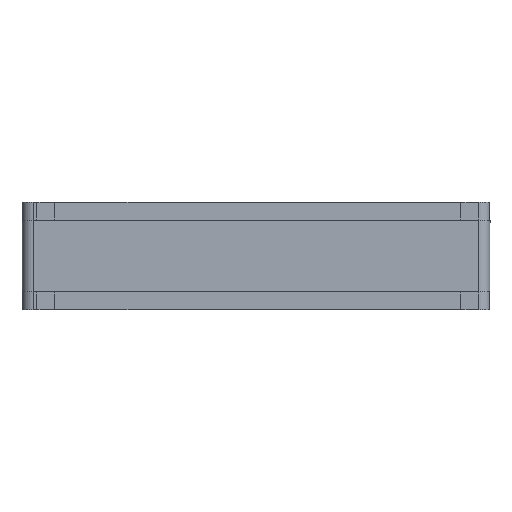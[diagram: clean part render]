
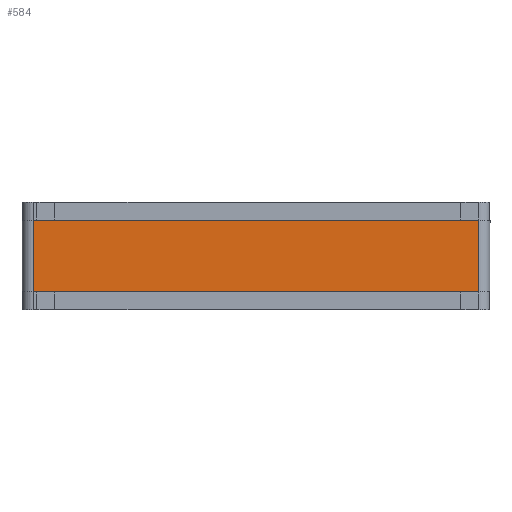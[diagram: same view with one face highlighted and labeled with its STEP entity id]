
A CAD part, front view. The second image highlights one B-rep face of the part: STEP entity #584.
In plain terms, the highlighted face is planar.
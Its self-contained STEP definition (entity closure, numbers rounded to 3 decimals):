
#31=PLANE('',#679);
#60=FACE_OUTER_BOUND('',#92,.T.);
#92=EDGE_LOOP('',(#429,#430,#431,#432));
#130=LINE('',#917,#200);
#131=LINE('',#920,#201);
#132=LINE('',#922,#202);
#133=LINE('',#923,#203);
#200=VECTOR('',#750,10.);
#201=VECTOR('',#753,10.);
#202=VECTOR('',#754,10.);
#203=VECTOR('',#755,10.);
#281=VERTEX_POINT('',#910);
#284=VERTEX_POINT('',#915);
#285=VERTEX_POINT('',#919);
#286=VERTEX_POINT('',#921);
#342=EDGE_CURVE('',#281,#284,#130,.T.);
#343=EDGE_CURVE('',#285,#281,#131,.T.);
#344=EDGE_CURVE('',#286,#284,#132,.T.);
#345=EDGE_CURVE('',#285,#286,#133,.T.);
#429=ORIENTED_EDGE('',*,*,#343,.T.);
#430=ORIENTED_EDGE('',*,*,#342,.T.);
#431=ORIENTED_EDGE('',*,*,#344,.F.);
#432=ORIENTED_EDGE('',*,*,#345,.F.);
#584=ADVANCED_FACE('',(#60),#31,.T.);
#679=AXIS2_PLACEMENT_3D('',#918,#751,#752);
#750=DIRECTION('',(0.,0.,1.));
#751=DIRECTION('center_axis',(0.,1.,0.));
#752=DIRECTION('ref_axis',(-1.,0.,0.));
#753=DIRECTION('',(-1.,0.,0.));
#754=DIRECTION('',(-1.,0.,0.));
#755=DIRECTION('',(0.,0.,1.));
#910=CARTESIAN_POINT('',(-2850.,257.924,0.));
#915=CARTESIAN_POINT('',(-2850.,257.924,1000.));
#917=CARTESIAN_POINT('',(-2850.,257.924,0.));
#918=CARTESIAN_POINT('Origin',(3350.,257.924,0.));
#919=CARTESIAN_POINT('',(3350.,257.924,0.));
#920=CARTESIAN_POINT('',(3350.,257.924,0.));
#921=CARTESIAN_POINT('',(3350.,257.924,1000.));
#922=CARTESIAN_POINT('',(3350.,257.924,1000.));
#923=CARTESIAN_POINT('',(3350.,257.924,0.));
